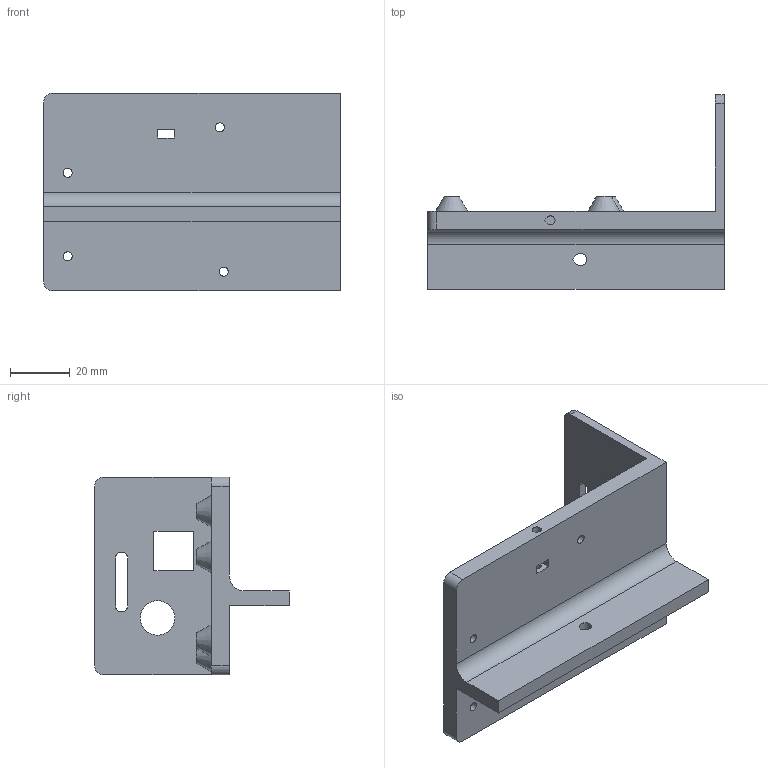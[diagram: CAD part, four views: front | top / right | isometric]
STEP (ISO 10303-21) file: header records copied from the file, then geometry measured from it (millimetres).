
FILE_DESCRIPTION(('FreeCAD Model'),'2;1');
FILE_NAME('ElecBase.step', '2016-06-13T14:27:11',('Author'),(''), 'Open CASCADE STEP processor 6.9','FreeCAD','Unknown');
FILE_SCHEMA(('AUTOMOTIVE_DESIGN_CC2 { 1 2 10303 214 -1 1 5 4 }'));
Length unit declared in the file: millimetre
Products named in the file (2): ASSEMBLY; ReinforceFillet
Assembly tree (1 placements, depth 2):
  ASSEMBLY
    ReinforceFillet
Bounding box: 99 x 65 x 66 mm (x, y, z)
Volume: 56594 mm3; surface area: 24943.9 mm2
Topology: 1 solids, 1 shells, 57 faces, 147 edges, 98 vertices
Faces by surface type: plane 36, cylinder 17, cone 4
Full cylindrical faces by diameter (mm): 3 x4, 11.5 x1
Entity records: 3715 total; most frequent: CARTESIAN_POINT 814, DIRECTION 495, ORIENTED_EDGE 294, PCURVE 294, DEFINITIONAL_REPRESENTATION 294, LINE 273, VECTOR 273, EDGE_CURVE 147
